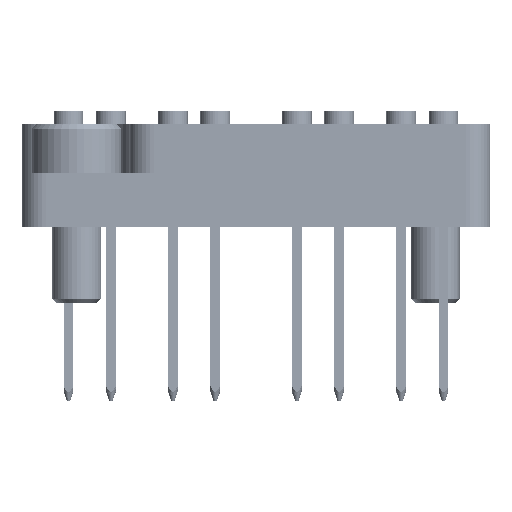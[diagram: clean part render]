
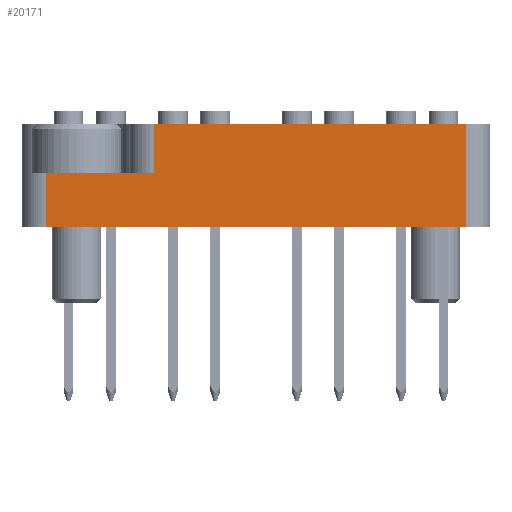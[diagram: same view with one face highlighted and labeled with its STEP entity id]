
A CAD part, front view. The second image highlights one B-rep face of the part: STEP entity #20171.
In plain terms, the highlighted planar face has unit normal (0, -1, 0).
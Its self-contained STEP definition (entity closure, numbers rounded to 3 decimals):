
#703 = DIRECTION ( 'NONE',  ( 1., 0., 0. ) ) ;
#1443 = CARTESIAN_POINT ( 'NONE',  ( -14.35, -30., 3.175 ) ) ;
#2844 = LINE ( 'NONE', #6247, #20665 ) ;
#2906 = EDGE_CURVE ( 'NONE', #32171, #30839, #2844, .T. ) ;
#3236 = DIRECTION ( 'NONE',  ( 0., 0., 1. ) ) ;
#3282 = DIRECTION ( 'NONE',  ( 0., 0., 1. ) ) ;
#4169 = VECTOR ( 'NONE', #28939, 1000. ) ;
#4940 = VERTEX_POINT ( 'NONE', #9726 ) ;
#6152 = ORIENTED_EDGE ( 'NONE', *, *, #12616, .F. ) ;
#6247 = CARTESIAN_POINT ( 'NONE',  ( -14.35, -30., 0.175 ) ) ;
#6444 = DIRECTION ( 'NONE',  ( 0., 1., 0. ) ) ;
#7069 = CARTESIAN_POINT ( 'NONE',  ( -14.35, -30., -3.175 ) ) ;
#7832 = VERTEX_POINT ( 'NONE', #30947 ) ;
#8067 = EDGE_CURVE ( 'NONE', #9066, #7832, #19644, .T. ) ;
#9066 = VERTEX_POINT ( 'NONE', #18167 ) ;
#9726 = CARTESIAN_POINT ( 'NONE',  ( 12.85, -30., 3.175 ) ) ;
#11580 = EDGE_CURVE ( 'NONE', #32171, #9066, #19779, .T. ) ;
#12376 = CARTESIAN_POINT ( 'NONE',  ( -6.25, -30., 3.175 ) ) ;
#12457 = DIRECTION ( 'NONE',  ( 1., 0., 0. ) ) ;
#12484 = CARTESIAN_POINT ( 'NONE',  ( 12.85, -30., 3.175 ) ) ;
#12616 = EDGE_CURVE ( 'NONE', #30484, #4940, #27067, .T. ) ;
#13054 = ORIENTED_EDGE ( 'NONE', *, *, #2906, .F. ) ;
#15813 = FACE_OUTER_BOUND ( 'NONE', #25200, .T. ) ;
#16407 = AXIS2_PLACEMENT_3D ( 'NONE', #31987, #6444, #3236 ) ;
#17486 = ORIENTED_EDGE ( 'NONE', *, *, #8067, .T. ) ;
#18167 = CARTESIAN_POINT ( 'NONE',  ( -12.85, -30., -3.175 ) ) ;
#18733 = ORIENTED_EDGE ( 'NONE', *, *, #35213, .T. ) ;
#19644 = LINE ( 'NONE', #7069, #29792 ) ;
#19779 = LINE ( 'NONE', #29353, #4169 ) ;
#20171 = ADVANCED_FACE ( 'NONE', ( #15813 ), #35094, .F. ) ;
#20462 = CARTESIAN_POINT ( 'NONE',  ( -12.85, -30., 0.175 ) ) ;
#20520 = CARTESIAN_POINT ( 'NONE',  ( -6.25, -30., 0.175 ) ) ;
#20665 = VECTOR ( 'NONE', #12457, 1000. ) ;
#21383 = ORIENTED_EDGE ( 'NONE', *, *, #11580, .T. ) ;
#21822 = EDGE_CURVE ( 'NONE', #30484, #30839, #27727, .T. ) ;
#22387 = LINE ( 'NONE', #12484, #25092 ) ;
#23943 = DIRECTION ( 'NONE',  ( 1., 0., 0. ) ) ;
#25092 = VECTOR ( 'NONE', #3282, 1000. ) ;
#25200 = EDGE_LOOP ( 'NONE', ( #13054, #21383, #17486, #18733, #6152, #39410 ) ) ;
#27067 = LINE ( 'NONE', #1443, #28989 ) ;
#27727 = LINE ( 'NONE', #12376, #30379 ) ;
#28939 = DIRECTION ( 'NONE',  ( 0., 0., -1. ) ) ;
#28989 = VECTOR ( 'NONE', #23943, 1000. ) ;
#29353 = CARTESIAN_POINT ( 'NONE',  ( -12.85, -30., 3.175 ) ) ;
#29792 = VECTOR ( 'NONE', #703, 1000. ) ;
#30379 = VECTOR ( 'NONE', #34021, 1000. ) ;
#30484 = VERTEX_POINT ( 'NONE', #37047 ) ;
#30839 = VERTEX_POINT ( 'NONE', #20520 ) ;
#30947 = CARTESIAN_POINT ( 'NONE',  ( 12.85, -30., -3.175 ) ) ;
#31987 = CARTESIAN_POINT ( 'NONE',  ( -14.35, -30., 3.175 ) ) ;
#32171 = VERTEX_POINT ( 'NONE', #20462 ) ;
#34021 = DIRECTION ( 'NONE',  ( 0., 0., -1. ) ) ;
#35094 = PLANE ( 'NONE',  #16407 ) ;
#35213 = EDGE_CURVE ( 'NONE', #7832, #4940, #22387, .T. ) ;
#37047 = CARTESIAN_POINT ( 'NONE',  ( -6.25, -30., 3.175 ) ) ;
#39410 = ORIENTED_EDGE ( 'NONE', *, *, #21822, .T. ) ;
